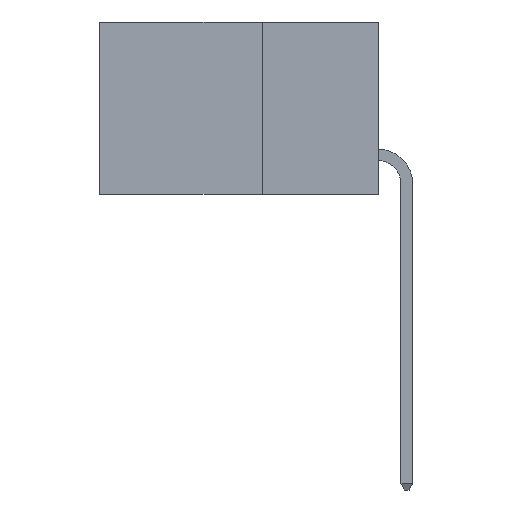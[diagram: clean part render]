
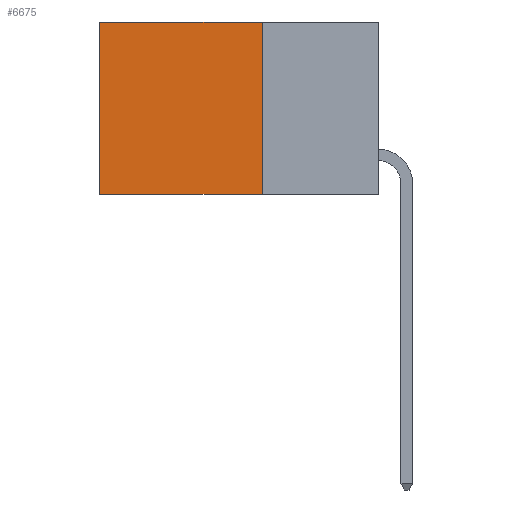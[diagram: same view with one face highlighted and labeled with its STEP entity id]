
A CAD part, left-side view. The second image highlights one B-rep face of the part: STEP entity #6675.
In plain terms, the highlighted planar face has unit normal (-1, 0, 0).
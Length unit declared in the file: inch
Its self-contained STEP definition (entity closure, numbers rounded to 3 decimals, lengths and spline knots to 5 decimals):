
#322 = VERTEX_POINT ( 'NONE', #5598 ) ;
#643 = CARTESIAN_POINT ( 'NONE',  ( 0.2615, 0.6, 0. ) ) ;
#773 = FACE_OUTER_BOUND ( 'NONE', #6688, .T. ) ;
#907 = DIRECTION ( 'NONE',  ( 0., 1., 0. ) ) ;
#950 = ORIENTED_EDGE ( 'NONE', *, *, #5458, .F. ) ;
#1000 = CARTESIAN_POINT ( 'NONE',  ( 0.2615, 0.25, -0.37 ) ) ;
#1158 = ORIENTED_EDGE ( 'NONE', *, *, #13257, .T. ) ;
#1352 = LINE ( 'NONE', #2077, #3840 ) ;
#1610 = CARTESIAN_POINT ( 'NONE',  ( 0.2615, 0.25, -0.37 ) ) ;
#2077 = CARTESIAN_POINT ( 'NONE',  ( 0.2615, 0.25, 0. ) ) ;
#2193 = LINE ( 'NONE', #1610, #8826 ) ;
#2250 = AXIS2_PLACEMENT_3D ( 'NONE', #1000, #8380, #9439 ) ;
#2784 = VERTEX_POINT ( 'NONE', #10362 ) ;
#3203 = LINE ( 'NONE', #5867, #8497 ) ;
#3607 = CARTESIAN_POINT ( 'NONE',  ( 0.2615, 0.6, -0.37 ) ) ;
#3803 = DIRECTION ( 'NONE',  ( 0., 1., 0. ) ) ;
#3840 = VECTOR ( 'NONE', #907, 39.37008 ) ;
#4487 = ORIENTED_EDGE ( 'NONE', *, *, #6617, .T. ) ;
#5458 = EDGE_CURVE ( 'NONE', #2784, #322, #2193, .T. ) ;
#5598 = CARTESIAN_POINT ( 'NONE',  ( 0.2615, 0.25, -0.37 ) ) ;
#5867 = CARTESIAN_POINT ( 'NONE',  ( 0.2615, 0.25, -0.37 ) ) ;
#6435 = VERTEX_POINT ( 'NONE', #643 ) ;
#6617 = EDGE_CURVE ( 'NONE', #2784, #6435, #1352, .T. ) ;
#6675 = ADVANCED_FACE ( 'NONE', ( #773 ), #13675, .F. ) ;
#6688 = EDGE_LOOP ( 'NONE', ( #1158, #7543, #950, #4487 ) ) ;
#7543 = ORIENTED_EDGE ( 'NONE', *, *, #13003, .F. ) ;
#7650 = VECTOR ( 'NONE', #8200, 39.37008 ) ;
#8200 = DIRECTION ( 'NONE',  ( 0., 0., -1. ) ) ;
#8380 = DIRECTION ( 'NONE',  ( 1., 0., 0. ) ) ;
#8497 = VECTOR ( 'NONE', #3803, 39.37008 ) ;
#8826 = VECTOR ( 'NONE', #12940, 39.37008 ) ;
#9356 = CARTESIAN_POINT ( 'NONE',  ( 0.2615, 0.6, -0.37 ) ) ;
#9439 = DIRECTION ( 'NONE',  ( 0., 0., -1. ) ) ;
#9703 = VERTEX_POINT ( 'NONE', #3607 ) ;
#10362 = CARTESIAN_POINT ( 'NONE',  ( 0.2615, 0.25, 0. ) ) ;
#10439 = LINE ( 'NONE', #9356, #7650 ) ;
#12940 = DIRECTION ( 'NONE',  ( 0., 0., -1. ) ) ;
#13003 = EDGE_CURVE ( 'NONE', #322, #9703, #3203, .T. ) ;
#13257 = EDGE_CURVE ( 'NONE', #6435, #9703, #10439, .T. ) ;
#13675 = PLANE ( 'NONE',  #2250 ) ;
